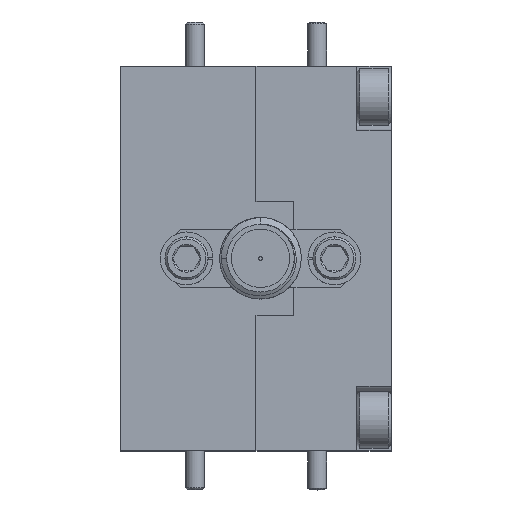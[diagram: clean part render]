
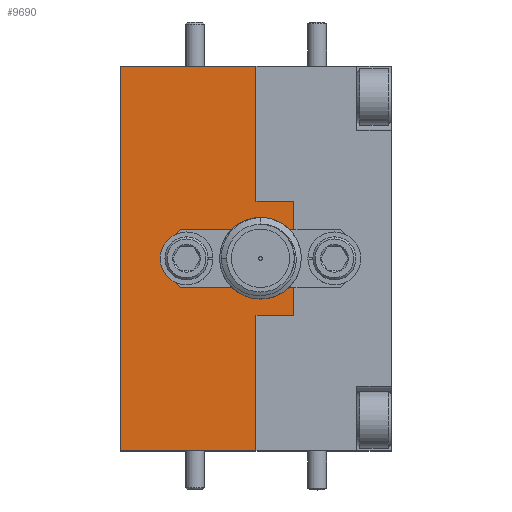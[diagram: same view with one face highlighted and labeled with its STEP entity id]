
A CAD part, top view. The second image highlights one B-rep face of the part: STEP entity #9690.
In plain terms, the highlighted planar face has unit normal (0, 0, 1).
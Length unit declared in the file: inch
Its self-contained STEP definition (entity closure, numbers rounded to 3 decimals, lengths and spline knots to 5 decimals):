
#157 = ORIENTED_EDGE ( 'NONE', *, *, #16726, .F. ) ;
#163 = DIRECTION ( 'NONE',  ( 0., 0., 1. ) ) ;
#198 = FACE_BOUND ( 'NONE', #6774, .T. ) ;
#281 = PLANE ( 'NONE',  #5108 ) ;
#535 = CARTESIAN_POINT ( 'NONE',  ( 0.48833, 1.79306, 2.57493 ) ) ;
#560 = CARTESIAN_POINT ( 'NONE',  ( 0.66833, 1.16806, 2.57493 ) ) ;
#774 = DIRECTION ( 'NONE',  ( -1., 0., 0. ) ) ;
#975 = EDGE_CURVE ( 'NONE', #14980, #2747, #6376, .T. ) ;
#1179 = EDGE_CURVE ( 'NONE', #15770, #10133, #11800, .T. ) ;
#1313 = EDGE_LOOP ( 'NONE', ( #9616, #157 ) ) ;
#1400 = VECTOR ( 'NONE', #5222, 39.37008 ) ;
#1622 = VECTOR ( 'NONE', #10041, 39.37008 ) ;
#1747 = EDGE_CURVE ( 'NONE', #10133, #2747, #13252, .T. ) ;
#2113 = DIRECTION ( 'NONE',  ( 0., 0., 1. ) ) ;
#2373 = ORIENTED_EDGE ( 'NONE', *, *, #12953, .F. ) ;
#2375 = CARTESIAN_POINT ( 'NONE',  ( 1.05033, 0.98306, 2.57493 ) ) ;
#2511 = DIRECTION ( 'NONE',  ( 0., 0., 1. ) ) ;
#2661 = LINE ( 'NONE', #2375, #6975 ) ;
#2747 = VERTEX_POINT ( 'NONE', #14240 ) ;
#3012 = FACE_BOUND ( 'NONE', #1313, .T. ) ;
#3301 = ORIENTED_EDGE ( 'NONE', *, *, #13150, .F. ) ;
#3388 = VECTOR ( 'NONE', #11432, 39.37008 ) ;
#4045 = CARTESIAN_POINT ( 'NONE',  ( 0.92833, 1.79306, 2.57493 ) ) ;
#4157 = EDGE_CURVE ( 'NONE', #12266, #12278, #2661, .T. ) ;
#4258 = EDGE_CURVE ( 'NONE', #12652, #9211, #7211, .T. ) ;
#4507 = LINE ( 'NONE', #11774, #13750 ) ;
#4517 = CARTESIAN_POINT ( 'NONE',  ( 1.05033, 1.35306, 2.57493 ) ) ;
#4587 = DIRECTION ( 'NONE',  ( -1., 0., 0. ) ) ;
#4860 = DIRECTION ( 'NONE',  ( 0., -1., 0. ) ) ;
#4949 = CARTESIAN_POINT ( 'NONE',  ( 0.92833, 0.54306, 2.57493 ) ) ;
#5108 = AXIS2_PLACEMENT_3D ( 'NONE', #5978, #11689, #4587 ) ;
#5222 = DIRECTION ( 'NONE',  ( 0., -1., 0. ) ) ;
#5313 = VERTEX_POINT ( 'NONE', #15182 ) ;
#5331 = DIRECTION ( 'NONE',  ( 1., 0., 0. ) ) ;
#5891 = DIRECTION ( 'NONE',  ( 0., 0., 1. ) ) ;
#5978 = CARTESIAN_POINT ( 'NONE',  ( 0.92833, 0.54306, 2.57493 ) ) ;
#6376 = LINE ( 'NONE', #7980, #13847 ) ;
#6774 = EDGE_LOOP ( 'NONE', ( #3301, #13763 ) ) ;
#6901 = EDGE_LOOP ( 'NONE', ( #11732, #10938, #2373, #14157, #16516, #18386, #14394, #10794 ) ) ;
#6975 = VECTOR ( 'NONE', #774, 39.37008 ) ;
#7190 = CARTESIAN_POINT ( 'NONE',  ( 1.05033, 1.35306, 2.57493 ) ) ;
#7211 = LINE ( 'NONE', #4517, #3388 ) ;
#7945 = AXIS2_PLACEMENT_3D ( 'NONE', #10159, #163, #12875 ) ;
#7980 = CARTESIAN_POINT ( 'NONE',  ( 0.92833, 0.54306, 2.57493 ) ) ;
#8411 = AXIS2_PLACEMENT_3D ( 'NONE', #16417, #2113, #10508 ) ;
#8553 = CARTESIAN_POINT ( 'NONE',  ( 0.92833, 0.98306, 2.57493 ) ) ;
#8692 = FACE_OUTER_BOUND ( 'NONE', #6901, .T. ) ;
#9211 = VERTEX_POINT ( 'NONE', #14338 ) ;
#9326 = DIRECTION ( 'NONE',  ( 0., -1., 0. ) ) ;
#9616 = ORIENTED_EDGE ( 'NONE', *, *, #17046, .F. ) ;
#9640 = EDGE_CURVE ( 'NONE', #12652, #12266, #4507, .T. ) ;
#9690 = ADVANCED_FACE ( 'NONE', ( #3012, #8692, #198 ), #281, .F. ) ;
#10041 = DIRECTION ( 'NONE',  ( -1., 0., 0. ) ) ;
#10133 = VERTEX_POINT ( 'NONE', #535 ) ;
#10137 = CARTESIAN_POINT ( 'NONE',  ( 1.05033, 0.98306, 2.57493 ) ) ;
#10159 = CARTESIAN_POINT ( 'NONE',  ( 0.94333, 1.16806, 2.57493 ) ) ;
#10508 = DIRECTION ( 'NONE',  ( 1., 0., 0. ) ) ;
#10525 = EDGE_CURVE ( 'NONE', #12798, #5313, #16795, .T. ) ;
#10544 = CARTESIAN_POINT ( 'NONE',  ( 0.48833, 0.54306, 2.57493 ) ) ;
#10703 = DIRECTION ( 'NONE',  ( -1., 0., 0. ) ) ;
#10794 = ORIENTED_EDGE ( 'NONE', *, *, #1179, .T. ) ;
#10938 = ORIENTED_EDGE ( 'NONE', *, *, #975, .F. ) ;
#11168 = VERTEX_POINT ( 'NONE', #560 ) ;
#11262 = VECTOR ( 'NONE', #9326, 39.37008 ) ;
#11432 = DIRECTION ( 'NONE',  ( -1., 0., 0. ) ) ;
#11689 = DIRECTION ( 'NONE',  ( 0., 0., -1. ) ) ;
#11732 = ORIENTED_EDGE ( 'NONE', *, *, #1747, .T. ) ;
#11771 = DIRECTION ( 'NONE',  ( 1., 0., 0. ) ) ;
#11774 = CARTESIAN_POINT ( 'NONE',  ( 1.05033, 1.35306, 2.57493 ) ) ;
#11800 = LINE ( 'NONE', #14337, #1622 ) ;
#12010 = VERTEX_POINT ( 'NONE', #16231 ) ;
#12266 = VERTEX_POINT ( 'NONE', #10137 ) ;
#12278 = VERTEX_POINT ( 'NONE', #8553 ) ;
#12652 = VERTEX_POINT ( 'NONE', #7190 ) ;
#12798 = VERTEX_POINT ( 'NONE', #12984 ) ;
#12875 = DIRECTION ( 'NONE',  ( 1., 0., 0. ) ) ;
#12953 = EDGE_CURVE ( 'NONE', #12278, #14980, #17746, .T. ) ;
#12984 = CARTESIAN_POINT ( 'NONE',  ( 0.90433, 1.16806, 2.57493 ) ) ;
#12991 = CARTESIAN_POINT ( 'NONE',  ( 0.70333, 1.16806, 2.57493 ) ) ;
#13150 = EDGE_CURVE ( 'NONE', #5313, #12798, #14795, .T. ) ;
#13252 = LINE ( 'NONE', #10544, #11262 ) ;
#13291 = CIRCLE ( 'NONE', #16920, 0.035 ) ;
#13594 = AXIS2_PLACEMENT_3D ( 'NONE', #12991, #5891, #11771 ) ;
#13750 = VECTOR ( 'NONE', #4860, 39.37008 ) ;
#13763 = ORIENTED_EDGE ( 'NONE', *, *, #10525, .F. ) ;
#13847 = VECTOR ( 'NONE', #10703, 39.37008 ) ;
#14157 = ORIENTED_EDGE ( 'NONE', *, *, #4157, .F. ) ;
#14240 = CARTESIAN_POINT ( 'NONE',  ( 0.48833, 0.54306, 2.57493 ) ) ;
#14337 = CARTESIAN_POINT ( 'NONE',  ( 0.92833, 1.79306, 2.57493 ) ) ;
#14338 = CARTESIAN_POINT ( 'NONE',  ( 0.92833, 1.35306, 2.57493 ) ) ;
#14394 = ORIENTED_EDGE ( 'NONE', *, *, #16097, .F. ) ;
#14777 = CIRCLE ( 'NONE', #13594, 0.035 ) ;
#14795 = CIRCLE ( 'NONE', #7945, 0.039 ) ;
#14980 = VERTEX_POINT ( 'NONE', #17799 ) ;
#15182 = CARTESIAN_POINT ( 'NONE',  ( 0.98233, 1.16806, 2.57493 ) ) ;
#15571 = CARTESIAN_POINT ( 'NONE',  ( 0.92833, 0.54306, 2.57493 ) ) ;
#15770 = VERTEX_POINT ( 'NONE', #4045 ) ;
#16097 = EDGE_CURVE ( 'NONE', #15770, #9211, #17067, .T. ) ;
#16231 = CARTESIAN_POINT ( 'NONE',  ( 0.73833, 1.16806, 2.57493 ) ) ;
#16417 = CARTESIAN_POINT ( 'NONE',  ( 0.94333, 1.16806, 2.57493 ) ) ;
#16516 = ORIENTED_EDGE ( 'NONE', *, *, #9640, .F. ) ;
#16726 = EDGE_CURVE ( 'NONE', #11168, #12010, #14777, .T. ) ;
#16783 = DIRECTION ( 'NONE',  ( 0., -1., 0. ) ) ;
#16795 = CIRCLE ( 'NONE', #8411, 0.039 ) ;
#16920 = AXIS2_PLACEMENT_3D ( 'NONE', #16931, #2511, #5331 ) ;
#16931 = CARTESIAN_POINT ( 'NONE',  ( 0.70333, 1.16806, 2.57493 ) ) ;
#17046 = EDGE_CURVE ( 'NONE', #12010, #11168, #13291, .T. ) ;
#17067 = LINE ( 'NONE', #15571, #18071 ) ;
#17746 = LINE ( 'NONE', #4949, #1400 ) ;
#17799 = CARTESIAN_POINT ( 'NONE',  ( 0.92833, 0.54306, 2.57493 ) ) ;
#18071 = VECTOR ( 'NONE', #16783, 39.37008 ) ;
#18386 = ORIENTED_EDGE ( 'NONE', *, *, #4258, .T. ) ;
